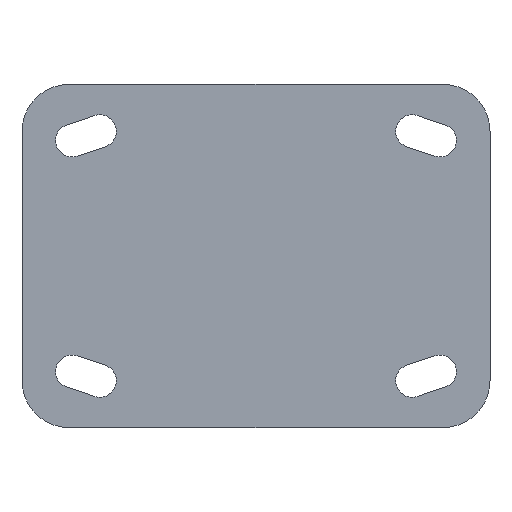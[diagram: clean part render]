
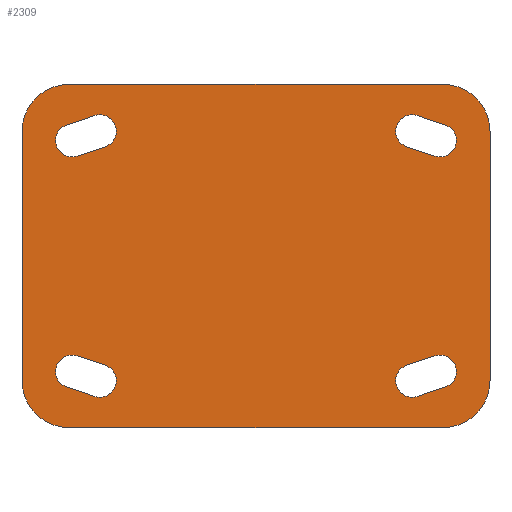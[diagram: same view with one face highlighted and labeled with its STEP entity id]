
A CAD part, front view. The second image highlights one B-rep face of the part: STEP entity #2309.
In plain terms, the highlighted planar face has unit normal (0, -1, 0).
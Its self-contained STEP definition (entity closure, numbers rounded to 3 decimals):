
#1472=CARTESIAN_POINT('',(-57.34,0.0,-32.019));
#1473=VERTEX_POINT('',#1472);
#1480=CARTESIAN_POINT('',(-60.66,0.0,-41.981));
#1481=VERTEX_POINT('',#1480);
#1482=CARTESIAN_POINT('',(-59.0,0.0,-37.0));
#1483=DIRECTION('',(0.0,1.,0.0));
#1484=DIRECTION('',(-0.316,0.0,-0.949));
#1485=AXIS2_PLACEMENT_3D('',#1482,#1483,#1484);
#1486=CIRCLE('',#1485,5.25);
#1487=EDGE_CURVE('',#1481,#1473,#1486,.T.);
#1511=CARTESIAN_POINT('',(-48.34,0.0,-35.019));
#1512=VERTEX_POINT('',#1511);
#1519=CARTESIAN_POINT('',(-57.34,0.0,-32.019));
#1520=DIRECTION('',(0.949,0.0,-0.316));
#1521=VECTOR('',#1520,9.487);
#1522=LINE('',#1519,#1521);
#1523=EDGE_CURVE('',#1473,#1512,#1522,.T.);
#1543=CARTESIAN_POINT('',(-51.66,0.0,-44.981));
#1544=VERTEX_POINT('',#1543);
#1551=CARTESIAN_POINT('',(-50.0,0.0,-40.0));
#1552=DIRECTION('',(0.0,1.,0.0));
#1553=DIRECTION('',(0.316,0.0,0.949));
#1554=AXIS2_PLACEMENT_3D('',#1551,#1552,#1553);
#1555=CIRCLE('',#1554,5.25);
#1556=EDGE_CURVE('',#1512,#1544,#1555,.T.);
#1574=CARTESIAN_POINT('',(-51.66,0.0,-44.981));
#1575=DIRECTION('',(-0.949,0.0,0.316));
#1576=VECTOR('',#1575,9.487);
#1577=LINE('',#1574,#1576);
#1578=EDGE_CURVE('',#1544,#1481,#1577,.T.);
#1600=CARTESIAN_POINT('',(-60.66,0.0,41.981));
#1601=VERTEX_POINT('',#1600);
#1608=CARTESIAN_POINT('',(-57.34,0.0,32.019));
#1609=VERTEX_POINT('',#1608);
#1610=CARTESIAN_POINT('',(-59.0,0.0,37.0));
#1611=DIRECTION('',(0.0,1.0,0.0));
#1612=DIRECTION('',(0.316,0.0,-0.949));
#1613=AXIS2_PLACEMENT_3D('',#1610,#1611,#1612);
#1614=CIRCLE('',#1613,5.25);
#1615=EDGE_CURVE('',#1609,#1601,#1614,.T.);
#1639=CARTESIAN_POINT('',(-51.66,0.0,44.981));
#1640=VERTEX_POINT('',#1639);
#1647=CARTESIAN_POINT('',(-60.66,0.0,41.981));
#1648=DIRECTION('',(0.949,0.0,0.316));
#1649=VECTOR('',#1648,9.487);
#1650=LINE('',#1647,#1649);
#1651=EDGE_CURVE('',#1601,#1640,#1650,.T.);
#1671=CARTESIAN_POINT('',(-48.34,0.0,35.019));
#1672=VERTEX_POINT('',#1671);
#1679=CARTESIAN_POINT('',(-50.0,0.0,40.0));
#1680=DIRECTION('',(0.0,1.0,0.0));
#1681=DIRECTION('',(-0.316,0.0,0.949));
#1682=AXIS2_PLACEMENT_3D('',#1679,#1680,#1681);
#1683=CIRCLE('',#1682,5.25);
#1684=EDGE_CURVE('',#1640,#1672,#1683,.T.);
#1702=CARTESIAN_POINT('',(-48.34,0.0,35.019));
#1703=DIRECTION('',(-0.949,0.0,-0.316));
#1704=VECTOR('',#1703,9.487);
#1705=LINE('',#1702,#1704);
#1706=EDGE_CURVE('',#1672,#1609,#1705,.T.);
#1728=CARTESIAN_POINT('',(48.34,0.0,-35.019));
#1729=VERTEX_POINT('',#1728);
#1736=CARTESIAN_POINT('',(51.66,0.0,-44.981));
#1737=VERTEX_POINT('',#1736);
#1738=CARTESIAN_POINT('',(50.0,0.0,-40.0));
#1739=DIRECTION('',(0.0,1.,0.0));
#1740=DIRECTION('',(0.316,0.0,-0.949));
#1741=AXIS2_PLACEMENT_3D('',#1738,#1739,#1740);
#1742=CIRCLE('',#1741,5.25);
#1743=EDGE_CURVE('',#1737,#1729,#1742,.T.);
#1767=CARTESIAN_POINT('',(57.34,0.0,-32.019));
#1768=VERTEX_POINT('',#1767);
#1775=CARTESIAN_POINT('',(48.34,0.0,-35.019));
#1776=DIRECTION('',(0.949,0.0,0.316));
#1777=VECTOR('',#1776,9.487);
#1778=LINE('',#1775,#1777);
#1779=EDGE_CURVE('',#1729,#1768,#1778,.T.);
#1799=CARTESIAN_POINT('',(60.66,0.0,-41.981));
#1800=VERTEX_POINT('',#1799);
#1807=CARTESIAN_POINT('',(59.0,0.0,-37.0));
#1808=DIRECTION('',(0.0,1.,0.0));
#1809=DIRECTION('',(-0.316,0.0,0.949));
#1810=AXIS2_PLACEMENT_3D('',#1807,#1808,#1809);
#1811=CIRCLE('',#1810,5.25);
#1812=EDGE_CURVE('',#1768,#1800,#1811,.T.);
#1830=CARTESIAN_POINT('',(60.66,0.0,-41.981));
#1831=DIRECTION('',(-0.949,0.0,-0.316));
#1832=VECTOR('',#1831,9.487);
#1833=LINE('',#1830,#1832);
#1834=EDGE_CURVE('',#1800,#1737,#1833,.T.);
#1856=CARTESIAN_POINT('',(51.66,0.0,44.981));
#1857=VERTEX_POINT('',#1856);
#1864=CARTESIAN_POINT('',(48.34,0.0,35.019));
#1865=VERTEX_POINT('',#1864);
#1866=CARTESIAN_POINT('',(50.0,0.0,40.0));
#1867=DIRECTION('',(0.0,1.,0.0));
#1868=DIRECTION('',(-0.316,0.0,-0.949));
#1869=AXIS2_PLACEMENT_3D('',#1866,#1867,#1868);
#1870=CIRCLE('',#1869,5.25);
#1871=EDGE_CURVE('',#1865,#1857,#1870,.T.);
#1895=CARTESIAN_POINT('',(60.66,0.0,41.981));
#1896=VERTEX_POINT('',#1895);
#1903=CARTESIAN_POINT('',(51.66,0.0,44.981));
#1904=DIRECTION('',(0.949,0.0,-0.316));
#1905=VECTOR('',#1904,9.487);
#1906=LINE('',#1903,#1905);
#1907=EDGE_CURVE('',#1857,#1896,#1906,.T.);
#1927=CARTESIAN_POINT('',(57.34,0.0,32.019));
#1928=VERTEX_POINT('',#1927);
#1935=CARTESIAN_POINT('',(59.0,0.0,37.0));
#1936=DIRECTION('',(0.0,1.,0.0));
#1937=DIRECTION('',(0.316,0.0,0.949));
#1938=AXIS2_PLACEMENT_3D('',#1935,#1936,#1937);
#1939=CIRCLE('',#1938,5.25);
#1940=EDGE_CURVE('',#1896,#1928,#1939,.T.);
#1958=CARTESIAN_POINT('',(57.34,0.0,32.019));
#1959=DIRECTION('',(-0.949,0.0,0.316));
#1960=VECTOR('',#1959,9.487);
#1961=LINE('',#1958,#1960);
#1962=EDGE_CURVE('',#1928,#1865,#1961,.T.);
#1983=CARTESIAN_POINT('',(-75.0,0.0,-40.0));
#1984=VERTEX_POINT('',#1983);
#1991=CARTESIAN_POINT('',(-75.0,0.0,40.0));
#1992=VERTEX_POINT('',#1991);
#1993=CARTESIAN_POINT('',(-75.0,0.0,-40.0));
#1994=DIRECTION('',(0.0,0.0,1.0));
#1995=VECTOR('',#1994,80.0);
#1996=LINE('',#1993,#1995);
#1997=EDGE_CURVE('',#1984,#1992,#1996,.T.);
#2022=CARTESIAN_POINT('',(-60.0,0.0,-55.0));
#2023=VERTEX_POINT('',#2022);
#2030=CARTESIAN_POINT('',(-60.0,0.0,-40.0));
#2031=DIRECTION('',(0.0,1.0,0.0));
#2032=DIRECTION('',(0.0,0.0,-1.0));
#2033=AXIS2_PLACEMENT_3D('',#2030,#2031,#2032);
#2034=CIRCLE('',#2033,15.0);
#2035=EDGE_CURVE('',#2023,#1984,#2034,.T.);
#2054=CARTESIAN_POINT('',(60.0,0.0,-55.0));
#2055=VERTEX_POINT('',#2054);
#2062=CARTESIAN_POINT('',(60.0,0.0,-55.0));
#2063=DIRECTION('',(-1.0,0.0,0.0));
#2064=VECTOR('',#2063,120.0);
#2065=LINE('',#2062,#2064);
#2066=EDGE_CURVE('',#2055,#2023,#2065,.T.);
#2086=CARTESIAN_POINT('',(75.0,0.0,-40.0));
#2087=VERTEX_POINT('',#2086);
#2094=CARTESIAN_POINT('',(60.0,0.0,-40.0));
#2095=DIRECTION('',(0.0,1.0,0.0));
#2096=DIRECTION('',(1.0,0.0,0.0));
#2097=AXIS2_PLACEMENT_3D('',#2094,#2095,#2096);
#2098=CIRCLE('',#2097,15.0);
#2099=EDGE_CURVE('',#2087,#2055,#2098,.T.);
#2118=CARTESIAN_POINT('',(75.0,0.0,40.0));
#2119=VERTEX_POINT('',#2118);
#2126=CARTESIAN_POINT('',(75.0,0.0,40.0));
#2127=DIRECTION('',(0.0,0.0,-1.0));
#2128=VECTOR('',#2127,80.0);
#2129=LINE('',#2126,#2128);
#2130=EDGE_CURVE('',#2119,#2087,#2129,.T.);
#2150=CARTESIAN_POINT('',(60.0,0.0,55.0));
#2151=VERTEX_POINT('',#2150);
#2158=CARTESIAN_POINT('',(60.0,0.0,40.0));
#2159=DIRECTION('',(0.0,1.0,0.0));
#2160=DIRECTION('',(0.0,0.0,1.0));
#2161=AXIS2_PLACEMENT_3D('',#2158,#2159,#2160);
#2162=CIRCLE('',#2161,15.0);
#2163=EDGE_CURVE('',#2151,#2119,#2162,.T.);
#2182=CARTESIAN_POINT('',(-60.0,0.0,55.0));
#2183=VERTEX_POINT('',#2182);
#2190=CARTESIAN_POINT('',(-60.0,0.0,55.0));
#2191=DIRECTION('',(1.0,0.0,0.0));
#2192=VECTOR('',#2191,120.0);
#2193=LINE('',#2190,#2192);
#2194=EDGE_CURVE('',#2183,#2151,#2193,.T.);
#2213=CARTESIAN_POINT('',(-60.0,0.0,40.0));
#2214=DIRECTION('',(0.0,1.0,0.0));
#2215=DIRECTION('',(-1.0,0.0,0.0));
#2216=AXIS2_PLACEMENT_3D('',#2213,#2214,#2215);
#2217=CIRCLE('',#2216,15.0);
#2218=EDGE_CURVE('',#1992,#2183,#2217,.T.);
#2270=CARTESIAN_POINT('',(0.0,0.0,0.0));
#2271=DIRECTION('',(0.0,1.0,0.0));
#2272=DIRECTION('',(0.0,0.0,1.0));
#2273=AXIS2_PLACEMENT_3D('',#2270,#2271,#2272);
#2274=PLANE('',#2273);
#2275=ORIENTED_EDGE('',*,*,#2218,.F.);
#2276=ORIENTED_EDGE('',*,*,#1997,.F.);
#2277=ORIENTED_EDGE('',*,*,#2035,.F.);
#2278=ORIENTED_EDGE('',*,*,#2066,.F.);
#2279=ORIENTED_EDGE('',*,*,#2099,.F.);
#2280=ORIENTED_EDGE('',*,*,#2130,.F.);
#2281=ORIENTED_EDGE('',*,*,#2163,.F.);
#2282=ORIENTED_EDGE('',*,*,#2194,.F.);
#2283=EDGE_LOOP('',(#2275,#2276,#2277,#2278,#2279,#2280,#2281,#2282));
#2284=FACE_OUTER_BOUND('',#2283,.T.);
#2285=ORIENTED_EDGE('',*,*,#1962,.T.);
#2286=ORIENTED_EDGE('',*,*,#1871,.T.);
#2287=ORIENTED_EDGE('',*,*,#1907,.T.);
#2288=ORIENTED_EDGE('',*,*,#1940,.T.);
#2289=EDGE_LOOP('',(#2285,#2286,#2287,#2288));
#2290=FACE_BOUND('',#2289,.T.);
#2291=ORIENTED_EDGE('',*,*,#1834,.T.);
#2292=ORIENTED_EDGE('',*,*,#1743,.T.);
#2293=ORIENTED_EDGE('',*,*,#1779,.T.);
#2294=ORIENTED_EDGE('',*,*,#1812,.T.);
#2295=EDGE_LOOP('',(#2291,#2292,#2293,#2294));
#2296=FACE_BOUND('',#2295,.T.);
#2297=ORIENTED_EDGE('',*,*,#1706,.T.);
#2298=ORIENTED_EDGE('',*,*,#1615,.T.);
#2299=ORIENTED_EDGE('',*,*,#1651,.T.);
#2300=ORIENTED_EDGE('',*,*,#1684,.T.);
#2301=EDGE_LOOP('',(#2297,#2298,#2299,#2300));
#2302=FACE_BOUND('',#2301,.T.);
#2303=ORIENTED_EDGE('',*,*,#1578,.T.);
#2304=ORIENTED_EDGE('',*,*,#1487,.T.);
#2305=ORIENTED_EDGE('',*,*,#1523,.T.);
#2306=ORIENTED_EDGE('',*,*,#1556,.T.);
#2307=EDGE_LOOP('',(#2303,#2304,#2305,#2306));
#2308=FACE_BOUND('',#2307,.T.);
#2309=ADVANCED_FACE('',(#2284,#2290,#2296,#2302,#2308),#2274,.F.);
